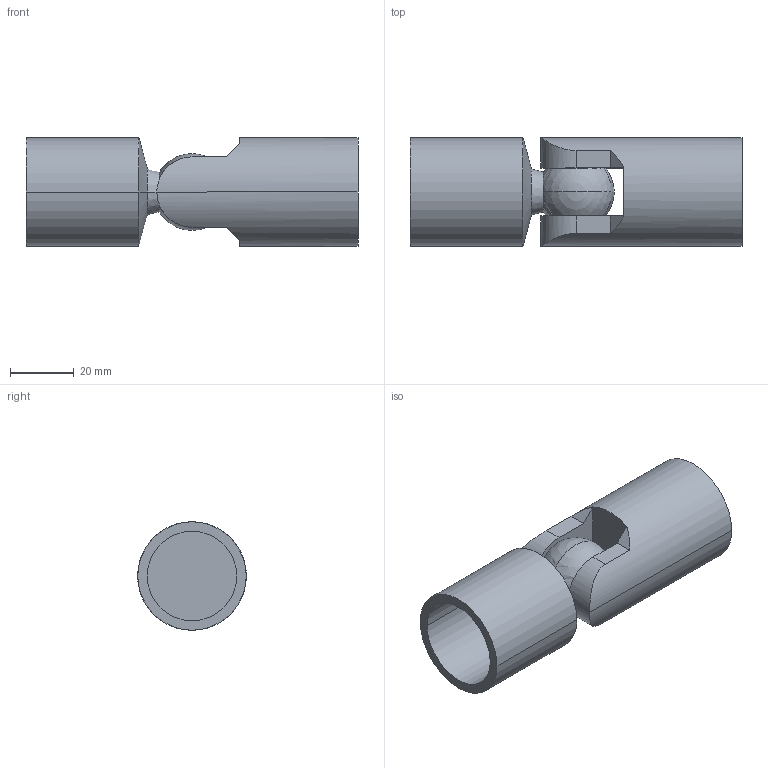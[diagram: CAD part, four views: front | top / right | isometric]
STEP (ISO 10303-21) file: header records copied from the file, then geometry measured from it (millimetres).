
FILE_DESCRIPTION(('STEP AP214'),'1');
FILE_NAME('cctmp_C2B8E0B2-5D38-4E84-B752-A2AC89491BB7_2020_1_17_6_19_21_955..stp','2020-01-17T05:19:22',('Bosch Rexroth AG'),('CADClick - www.CADClick.com'),'Spatial InterOp 3D',' ','unknown authorization - (Healing Option Enabled)');
FILE_SCHEMA(('AUTOMOTIVE_DESIGN'));
Length unit declared in the file: millimetre
Products named in the file (1): 2020_01_17__06-19-21-955
Bounding box: 104 x 34 x 34 mm (x, y, z)
Volume: 55056.3 mm3; surface area: 18376.2 mm2
Topology: 1 solids, 1 shells, 34 faces, 83 edges, 52 vertices
Faces by surface type: plane 16, cylinder 12, cone 4, sphere 2
Entity records: 1378 total; most frequent: CARTESIAN_POINT 266, DIRECTION 184, ORIENTED_EDGE 158, EDGE_CURVE 79, AXIS2_PLACEMENT_3D 74, VERTEX_POINT 52, EDGE_LOOP 41, LINE 36
